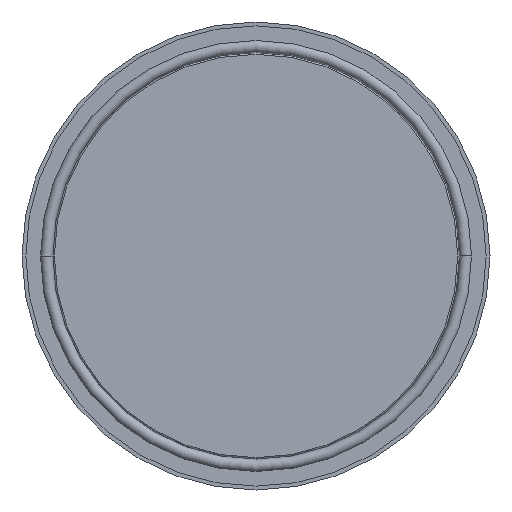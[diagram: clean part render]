
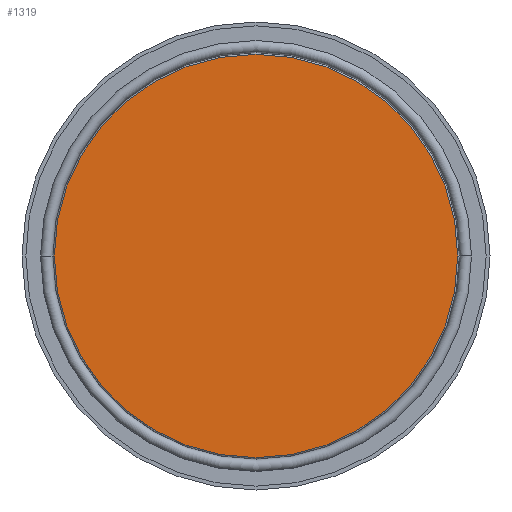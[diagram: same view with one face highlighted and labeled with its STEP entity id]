
A CAD part, front view. The second image highlights one B-rep face of the part: STEP entity #1319.
In plain terms, the highlighted face is planar.
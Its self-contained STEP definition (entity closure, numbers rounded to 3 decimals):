
#232 = CARTESIAN_POINT ( 'NONE',  ( 0., 0., 10.2 ) ) ;
#233 = DIRECTION ( 'NONE',  ( 0., 0., 1. ) ) ;
#234 = DIRECTION ( 'NONE',  ( 1., 0., 0. ) ) ;
#261 = CARTESIAN_POINT ( 'NONE',  ( 0., 0., 10.2 ) ) ;
#262 = DIRECTION ( 'NONE',  ( 0., 0., 1. ) ) ;
#263 = DIRECTION ( 'NONE',  ( 1., 0., 0. ) ) ;
#283 = CARTESIAN_POINT ( 'NONE',  ( -78.85, 0., 10.2 ) ) ;
#284 = CARTESIAN_POINT ( 'NONE',  ( 78.85, 0., 10.2 ) ) ;
#425 = CARTESIAN_POINT ( 'NONE',  ( 0., 0., 10.2 ) ) ;
#427 = PLANE ( 'NONE',  #1077 ) ;
#428 = DIRECTION ( 'NONE',  ( 0., 0., 1. ) ) ;
#619 = CIRCLE ( 'NONE', #887, 78.85 ) ;
#633 = CIRCLE ( 'NONE', #878, 78.85 ) ;
#712 = FACE_OUTER_BOUND ( 'NONE', #1211, .T. ) ;
#878 = AXIS2_PLACEMENT_3D ( 'NONE', #261, #262, #263 ) ;
#887 = AXIS2_PLACEMENT_3D ( 'NONE', #232, #233, #234 ) ;
#1011 = EDGE_CURVE ( 'NONE', #1135, #1134, #619, .T. ) ;
#1022 = EDGE_CURVE ( 'NONE', #1134, #1135, #633, .T. ) ;
#1077 = AXIS2_PLACEMENT_3D ( 'NONE', #425, #428, #1354 ) ;
#1134 = VERTEX_POINT ( 'NONE', #283 ) ;
#1135 = VERTEX_POINT ( 'NONE', #284 ) ;
#1211 = EDGE_LOOP ( 'NONE', ( #1270, #1274 ) ) ;
#1270 = ORIENTED_EDGE ( 'NONE', *, *, #1011, .T. ) ;
#1274 = ORIENTED_EDGE ( 'NONE', *, *, #1022, .T. ) ;
#1319 = ADVANCED_FACE ( 'NONE', ( #712 ), #427, .T. ) ;
#1354 = DIRECTION ( 'NONE',  ( 1., 0., 0. ) ) ;
